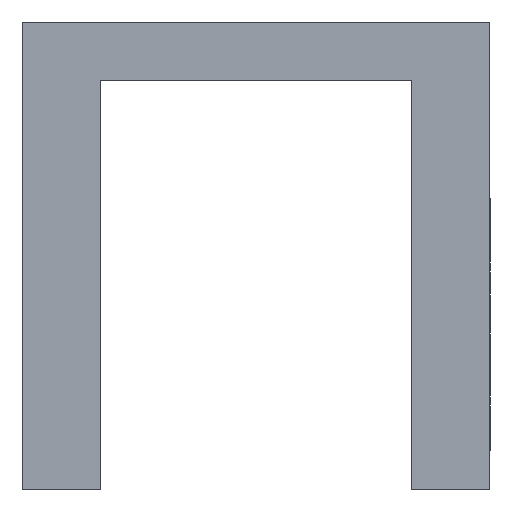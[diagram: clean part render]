
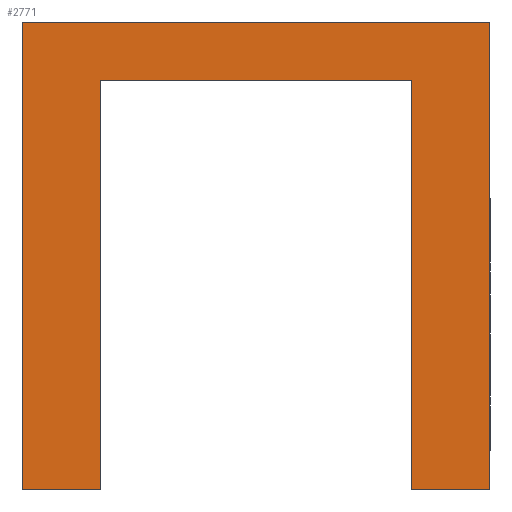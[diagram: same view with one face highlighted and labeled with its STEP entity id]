
A CAD part, front view. The second image highlights one B-rep face of the part: STEP entity #2771.
In plain terms, the highlighted planar face has unit normal (0, -1, 0).
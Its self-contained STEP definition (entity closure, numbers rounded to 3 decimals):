
#182 = ORIENTED_EDGE ( 'NONE', *, *, #1029, .F. ) ;
#212 = LINE ( 'NONE', #1010, #862 ) ;
#219 = LINE ( 'NONE', #4946, #4210 ) ;
#347 = DIRECTION ( 'NONE',  ( 1., 0., 0. ) ) ;
#363 = EDGE_LOOP ( 'NONE', ( #1753, #4305, #1030, #1205, #182, #2782, #3592, #4873 ) ) ;
#636 = EDGE_CURVE ( 'NONE', #1899, #3497, #1246, .T. ) ;
#705 = VECTOR ( 'NONE', #347, 1000. ) ;
#718 = VECTOR ( 'NONE', #1314, 1000. ) ;
#768 = CARTESIAN_POINT ( 'NONE',  ( -4., 0., 0. ) ) ;
#862 = VECTOR ( 'NONE', #1824, 1000. ) ;
#1010 = CARTESIAN_POINT ( 'NONE',  ( 4., 0., -10.5 ) ) ;
#1029 = EDGE_CURVE ( 'NONE', #3360, #1626, #3911, .T. ) ;
#1030 = ORIENTED_EDGE ( 'NONE', *, *, #4908, .F. ) ;
#1078 = CARTESIAN_POINT ( 'NONE',  ( 4., 0., 0. ) ) ;
#1155 = EDGE_CURVE ( 'NONE', #3497, #2052, #4092, .T. ) ;
#1170 = LINE ( 'NONE', #3849, #705 ) ;
#1205 = ORIENTED_EDGE ( 'NONE', *, *, #3788, .F. ) ;
#1246 = LINE ( 'NONE', #4361, #718 ) ;
#1314 = DIRECTION ( 'NONE',  ( -1., 0., 0. ) ) ;
#1626 = VERTEX_POINT ( 'NONE', #2747 ) ;
#1684 = VERTEX_POINT ( 'NONE', #3596 ) ;
#1753 = ORIENTED_EDGE ( 'NONE', *, *, #1155, .F. ) ;
#1816 = DIRECTION ( 'NONE',  ( 0., 1., 0. ) ) ;
#1824 = DIRECTION ( 'NONE',  ( -1., 0., 0. ) ) ;
#1841 = CARTESIAN_POINT ( 'NONE',  ( 4., 0., -10.5 ) ) ;
#1863 = PLANE ( 'NONE',  #2141 ) ;
#1899 = VERTEX_POINT ( 'NONE', #3238 ) ;
#1908 = EDGE_CURVE ( 'NONE', #1684, #3020, #2612, .T. ) ;
#1981 = EDGE_CURVE ( 'NONE', #2052, #1684, #219, .T. ) ;
#2000 = CARTESIAN_POINT ( 'NONE',  ( -6., 0., 1.5 ) ) ;
#2052 = VERTEX_POINT ( 'NONE', #2185 ) ;
#2141 = AXIS2_PLACEMENT_3D ( 'NONE', #4143, #1816, #4595 ) ;
#2185 = CARTESIAN_POINT ( 'NONE',  ( -4., 0., -10.5 ) ) ;
#2248 = EDGE_CURVE ( 'NONE', #3020, #3360, #1170, .T. ) ;
#2324 = VECTOR ( 'NONE', #5030, 1000. ) ;
#2543 = DIRECTION ( 'NONE',  ( -1., 0., 0. ) ) ;
#2612 = LINE ( 'NONE', #4431, #3220 ) ;
#2747 = CARTESIAN_POINT ( 'NONE',  ( 6., 0., -10.5 ) ) ;
#2771 = ADVANCED_FACE ( 'NONE', ( #3829 ), #1863, .F. ) ;
#2782 = ORIENTED_EDGE ( 'NONE', *, *, #2248, .F. ) ;
#3020 = VERTEX_POINT ( 'NONE', #2000 ) ;
#3042 = CARTESIAN_POINT ( 'NONE',  ( 6., 0., 1.5 ) ) ;
#3220 = VECTOR ( 'NONE', #3269, 1000. ) ;
#3238 = CARTESIAN_POINT ( 'NONE',  ( 4., 0., 0. ) ) ;
#3269 = DIRECTION ( 'NONE',  ( 0., 0., 1. ) ) ;
#3360 = VERTEX_POINT ( 'NONE', #3042 ) ;
#3497 = VERTEX_POINT ( 'NONE', #768 ) ;
#3556 = VECTOR ( 'NONE', #4638, 1000. ) ;
#3592 = ORIENTED_EDGE ( 'NONE', *, *, #1908, .F. ) ;
#3596 = CARTESIAN_POINT ( 'NONE',  ( -6., 0., -10.5 ) ) ;
#3788 = EDGE_CURVE ( 'NONE', #1626, #4826, #212, .T. ) ;
#3829 = FACE_OUTER_BOUND ( 'NONE', #363, .T. ) ;
#3843 = VECTOR ( 'NONE', #4036, 1000. ) ;
#3849 = CARTESIAN_POINT ( 'NONE',  ( -6., 0., 1.5 ) ) ;
#3911 = LINE ( 'NONE', #4235, #2324 ) ;
#4036 = DIRECTION ( 'NONE',  ( 0., 0., -1. ) ) ;
#4092 = LINE ( 'NONE', #4706, #3843 ) ;
#4143 = CARTESIAN_POINT ( 'NONE',  ( 0., 0., 0. ) ) ;
#4210 = VECTOR ( 'NONE', #2543, 1000. ) ;
#4235 = CARTESIAN_POINT ( 'NONE',  ( 6., 0., -10.5 ) ) ;
#4305 = ORIENTED_EDGE ( 'NONE', *, *, #636, .F. ) ;
#4361 = CARTESIAN_POINT ( 'NONE',  ( 4., 0., 0. ) ) ;
#4431 = CARTESIAN_POINT ( 'NONE',  ( -6., 0., -10.5 ) ) ;
#4595 = DIRECTION ( 'NONE',  ( 0., 0., 1. ) ) ;
#4638 = DIRECTION ( 'NONE',  ( 0., 0., 1. ) ) ;
#4706 = CARTESIAN_POINT ( 'NONE',  ( -4., 0., 0. ) ) ;
#4747 = LINE ( 'NONE', #1078, #3556 ) ;
#4826 = VERTEX_POINT ( 'NONE', #1841 ) ;
#4873 = ORIENTED_EDGE ( 'NONE', *, *, #1981, .F. ) ;
#4908 = EDGE_CURVE ( 'NONE', #4826, #1899, #4747, .T. ) ;
#4946 = CARTESIAN_POINT ( 'NONE',  ( -4., 0., -10.5 ) ) ;
#5030 = DIRECTION ( 'NONE',  ( 0., 0., -1. ) ) ;
